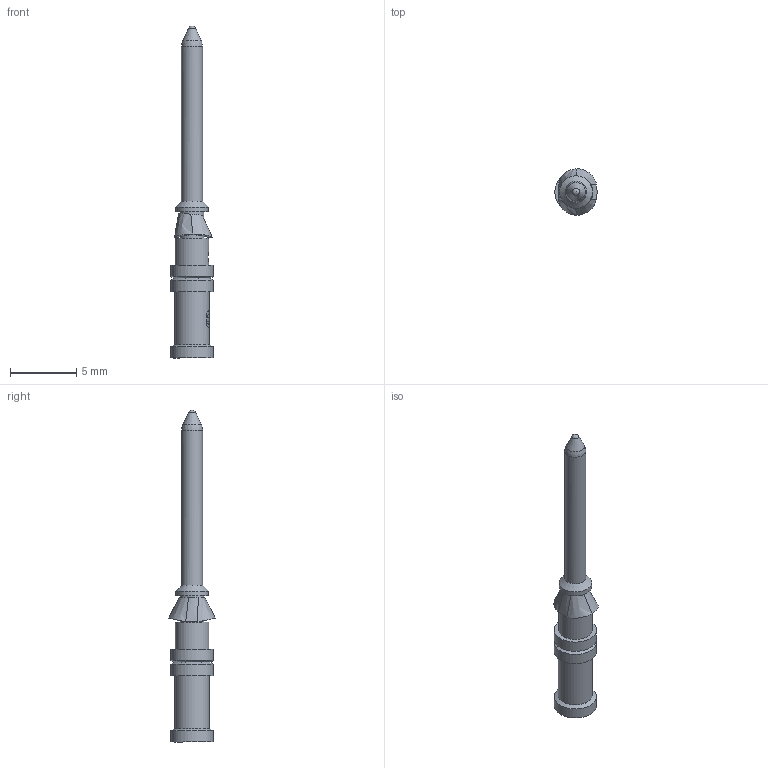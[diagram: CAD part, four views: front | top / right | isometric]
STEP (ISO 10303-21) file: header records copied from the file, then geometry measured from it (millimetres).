
FILE_DESCRIPTION(/* description */ (''),/* implementation_level */ '2;1');
FILE_NAME(/* name */ '100738529ugm000_a.stp',/* time_stamp */ '2017-09-28T17:18:29+02:00',/* author */ (''),/* organization */ (''),/* preprocessor_version */ 'ST-DEVELOPER v16',/* originating_system */ 'SIEMENS PLM Software NX 10.0',/* authorisation */ '');
FILE_SCHEMA (('AUTOMOTIVE_DESIGN { 1 0 10303 214 3 1 1 1 }'));
Length unit declared in the file: millimetre
Products named in the file (1): 100738529ugm000_a
Bounding box: 3.19 x 3.49 x 25 mm (x, y, z)
Volume: 80.9 mm3; surface area: 260.4 mm2
Topology: 1 solids, 2 shells, 63 faces, 155 edges, 100 vertices
Faces by surface type: cylinder 24, plane 20, bspline 12, cone 7
Full cylindrical faces by diameter (mm): 0.159 x1, 0.188 x1, 0.8 x1, 0.9 x1, 1.585 x1, 1.8 x1, 2.45 x1, 2.53 x1, 2.56 x1, 2.6 x1, 3.19 x3
Entity records: 2942 total; most frequent: CARTESIAN_POINT 1367, ORIENTED_EDGE 240, DIRECTION 196, EDGE_CURVE 121, EDGE_LOOP 95, VERTEX_POINT 92, AXIS2_PLACEMENT_3D 82, ADVANCED_FACE 63
